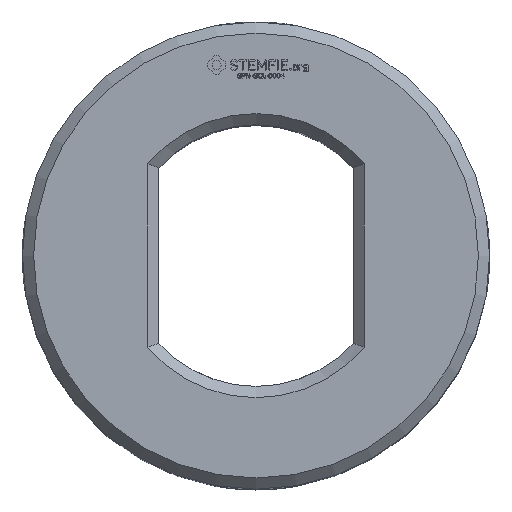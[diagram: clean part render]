
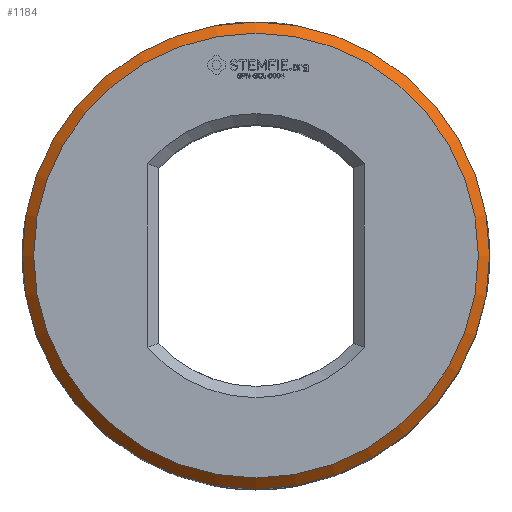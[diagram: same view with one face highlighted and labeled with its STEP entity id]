
A CAD part, top view. The second image highlights one B-rep face of the part: STEP entity #1184.
In plain terms, the highlighted conical face has half-angle 45 degrees and reference radius 6.25 mm.
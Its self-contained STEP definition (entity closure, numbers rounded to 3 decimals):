
#216 = VERTEX_POINT('',#217);
#217 = CARTESIAN_POINT('',(6.25,0.,12.2));
#223 = EDGE_CURVE('',#216,#216,#224,.T.);
#224 = CIRCLE('',#225,6.25);
#225 = AXIS2_PLACEMENT_3D('',#226,#227,#228);
#226 = CARTESIAN_POINT('',(0.,0.,12.2)
  );
#227 = DIRECTION('',(-0.,0.,1.));
#228 = DIRECTION('',(1.,0.,0.));
#1184 = ADVANCED_FACE('',(#1185),#1204,.T.);
#1185 = FACE_BOUND('',#1186,.T.);
#1186 = EDGE_LOOP('',(#1187,#1195,#1196,#1197));
#1187 = ORIENTED_EDGE('',*,*,#1188,.F.);
#1188 = EDGE_CURVE('',#216,#1189,#1191,.T.);
#1189 = VERTEX_POINT('',#1190);
#1190 = CARTESIAN_POINT('',(5.95,0.,12.5));
#1191 = LINE('',#1192,#1193);
#1192 = CARTESIAN_POINT('',(6.25,0.,12.2));
#1193 = VECTOR('',#1194,1.);
#1194 = DIRECTION('',(-0.707,0.,0.707)
  );
#1195 = ORIENTED_EDGE('',*,*,#223,.T.);
#1196 = ORIENTED_EDGE('',*,*,#1188,.T.);
#1197 = ORIENTED_EDGE('',*,*,#1198,.F.);
#1198 = EDGE_CURVE('',#1189,#1189,#1199,.T.);
#1199 = CIRCLE('',#1200,5.95);
#1200 = AXIS2_PLACEMENT_3D('',#1201,#1202,#1203);
#1201 = CARTESIAN_POINT('',(0.,0.,12.5)
  );
#1202 = DIRECTION('',(-0.,0.,1.));
#1203 = DIRECTION('',(1.,0.,0.));
#1204 = CONICAL_SURFACE('',#1205,6.25,0.785);
#1205 = AXIS2_PLACEMENT_3D('',#1206,#1207,#1208);
#1206 = CARTESIAN_POINT('',(0.,0.,12.2)
  );
#1207 = DIRECTION('',(-0.,-0.,-1.));
#1208 = DIRECTION('',(1.,0.,0.));
